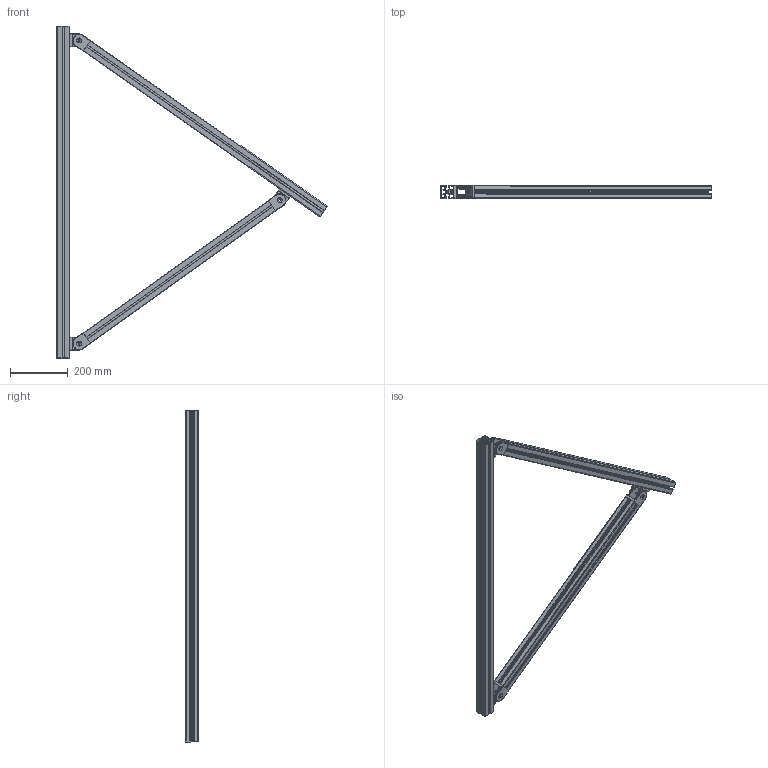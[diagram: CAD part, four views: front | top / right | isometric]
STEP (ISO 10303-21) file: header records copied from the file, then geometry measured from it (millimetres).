
FILE_DESCRIPTION( ('This file contains a STEP AP42 implementation' ,'as created by ZW3D STEP Interface translator.') ,'2;1' );
FILE_NAME( 'spv-35-1000-ac45.stp' ,'22 710.203338', (''), ('ZWCAD Software Co.'), 'Version 1.0', 'ZW3D to STEP translator', '' );
FILE_SCHEMA(('AUTOMOTIVE_DESIGN'));
Length unit declared in the file: millimetre
Products named in the file (10): 0; SP1-AC45; 084.101.042G_p齶鋘a C; 084.101.042G_p齶鋘a_B; 084.311.015; 084.101.042G_p齶鋘a_A; Mx16+matice; 084.301.029; 084.302.038; 084.301.025
Assembly tree (17 placements, depth 3):
  0
  SP1-AC45
    084.101.042G_p齶鋘a C
    084.101.042G_p齶鋘a_B
    084.311.015  x6
    084.101.042G_p齶鋘a_A
    Mx16+matice  x3
      084.301.029
      084.302.038
    084.301.025  x3
Bounding box: 936.18 x 45 x 1149 mm (x, y, z)
Volume: 1445190.5 mm3; surface area: 1898822.8 mm2
Topology: 21 solids, 21 shells, 1179 faces, 3204 edges, 2085 vertices
Faces by surface type: bspline 1179
Entity records: 29360 total; most frequent: CARTESIAN_POINT 19048, ORIENTED_EDGE 3324, EDGE_CURVE 1662, B_SPLINE_CURVE_WITH_KNOTS 1140, VERTEX_POINT 1099, EDGE_LOOP 631, FACE_OUTER_BOUND 586, ADVANCED_FACE 586
